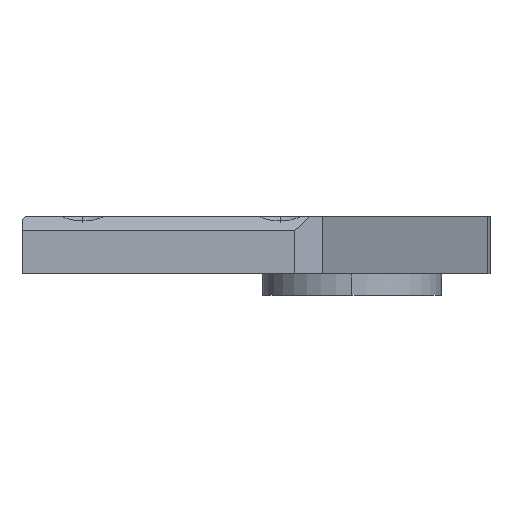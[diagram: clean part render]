
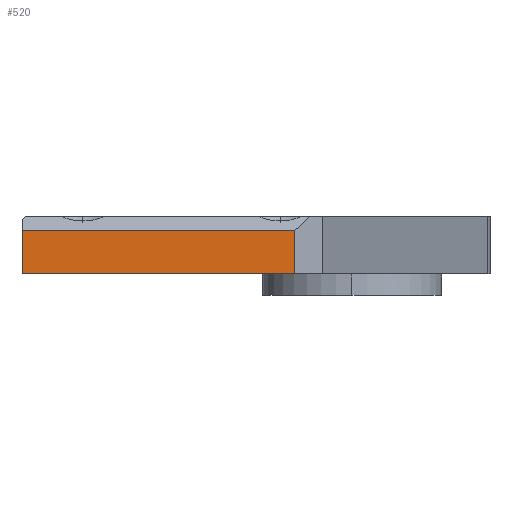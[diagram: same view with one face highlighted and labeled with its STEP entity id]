
A CAD part, left-side view. The second image highlights one B-rep face of the part: STEP entity #520.
In plain terms, the highlighted planar face has unit normal (-1, 0, 0).
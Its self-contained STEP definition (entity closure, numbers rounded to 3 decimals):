
#8 = ORIENTED_EDGE ( 'NONE', *, *, #1957, .T. ) ;
#61 = VECTOR ( 'NONE', #956, 1000. ) ;
#212 = EDGE_CURVE ( 'NONE', #240, #415, #726, .T. ) ;
#240 = VERTEX_POINT ( 'NONE', #2463 ) ;
#385 = FACE_OUTER_BOUND ( 'NONE', #3401, .T. ) ;
#415 = VERTEX_POINT ( 'NONE', #527 ) ;
#513 = LINE ( 'NONE', #2903, #3115 ) ;
#520 = ADVANCED_FACE ( 'NONE', ( #385 ), #3242, .F. ) ;
#527 = CARTESIAN_POINT ( 'NONE',  ( -90., -38., 0. ) ) ;
#562 = CARTESIAN_POINT ( 'NONE',  ( -90., 0., 6. ) ) ;
#616 = LINE ( 'NONE', #3274, #1619 ) ;
#620 = ORIENTED_EDGE ( 'NONE', *, *, #212, .F. ) ;
#673 = CARTESIAN_POINT ( 'NONE',  ( -90., 0., 8. ) ) ;
#689 = ORIENTED_EDGE ( 'NONE', *, *, #1814, .T. ) ;
#711 = CARTESIAN_POINT ( 'NONE',  ( -90., 0., 0. ) ) ;
#726 = LINE ( 'NONE', #2189, #3636 ) ;
#956 = DIRECTION ( 'NONE',  ( 0., 0., -1. ) ) ;
#1057 = VERTEX_POINT ( 'NONE', #562 ) ;
#1533 = VERTEX_POINT ( 'NONE', #711 ) ;
#1619 = VECTOR ( 'NONE', #3183, 1000. ) ;
#1702 = DIRECTION ( 'NONE',  ( 0., -1., 0. ) ) ;
#1814 = EDGE_CURVE ( 'NONE', #240, #1057, #616, .T. ) ;
#1848 = LINE ( 'NONE', #673, #61 ) ;
#1957 = EDGE_CURVE ( 'NONE', #1057, #1533, #1848, .T. ) ;
#2189 = CARTESIAN_POINT ( 'NONE',  ( -90., -38., 8. ) ) ;
#2228 = DIRECTION ( 'NONE',  ( 0., 0., -1. ) ) ;
#2423 = EDGE_CURVE ( 'NONE', #1533, #415, #513, .T. ) ;
#2463 = CARTESIAN_POINT ( 'NONE',  ( -90., -38., 6. ) ) ;
#2475 = DIRECTION ( 'NONE',  ( 1., 0., 0. ) ) ;
#2652 = DIRECTION ( 'NONE',  ( 0., 1., 0. ) ) ;
#2903 = CARTESIAN_POINT ( 'NONE',  ( -90., 0., 0. ) ) ;
#3024 = AXIS2_PLACEMENT_3D ( 'NONE', #3045, #2475, #2652 ) ;
#3045 = CARTESIAN_POINT ( 'NONE',  ( -90., 0., 8. ) ) ;
#3115 = VECTOR ( 'NONE', #1702, 1000. ) ;
#3183 = DIRECTION ( 'NONE',  ( 0., 1., 0. ) ) ;
#3242 = PLANE ( 'NONE',  #3024 ) ;
#3274 = CARTESIAN_POINT ( 'NONE',  ( -90., 0., 6. ) ) ;
#3401 = EDGE_LOOP ( 'NONE', ( #620, #689, #8, #3664 ) ) ;
#3636 = VECTOR ( 'NONE', #2228, 1000. ) ;
#3664 = ORIENTED_EDGE ( 'NONE', *, *, #2423, .T. ) ;
